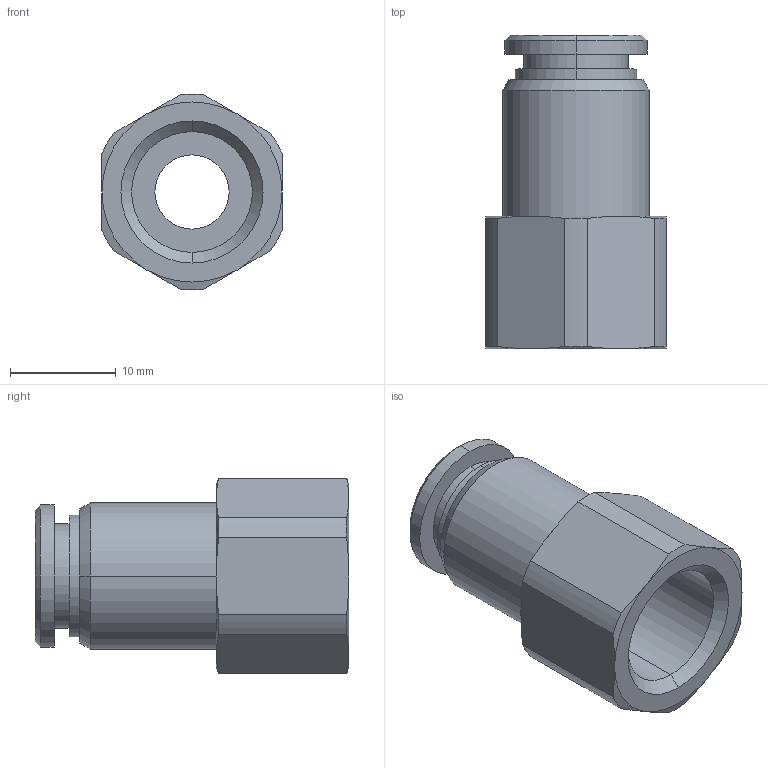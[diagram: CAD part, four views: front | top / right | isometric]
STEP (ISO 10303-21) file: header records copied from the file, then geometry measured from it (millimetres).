
FILE_DESCRIPTION((''),'2;1');
FILE_NAME('340817B_946M-8-1-4','2005-04-27T',('konstruktion'),(''),'PRO/ENGINEER BY PARAMETRIC TECHNOLOGY CORPORATION, 2004440','PRO/ENGINEER BY PARAMETRIC TECHNOLOGY CORPORATION, 2004440','');
FILE_SCHEMA(('CONFIG_CONTROL_DESIGN'));
Length unit declared in the file: millimetre
Products named in the file (1): 340817B_946M-8-1-4
Bounding box: 17 x 29.6 x 18.49 mm (x, y, z)
Volume: 3377.7 mm3; surface area: 2767.5 mm2
Topology: 1 solids, 1 shells, 54 faces, 118 edges, 72 vertices
Faces by surface type: cone 20, cylinder 20, plane 14
Entity records: 1564 total; most frequent: CARTESIAN_POINT 332, DIRECTION 262, ORIENTED_EDGE 236, EDGE_CURVE 118, AXIS2_PLACEMENT_3D 114, VERTEX_POINT 72, EDGE_LOOP 62, CIRCLE 60
